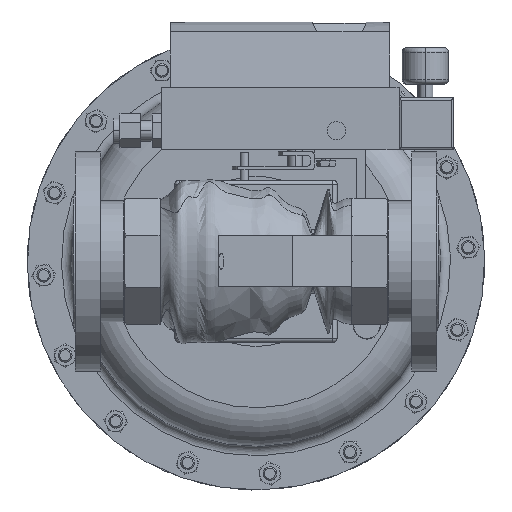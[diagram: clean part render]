
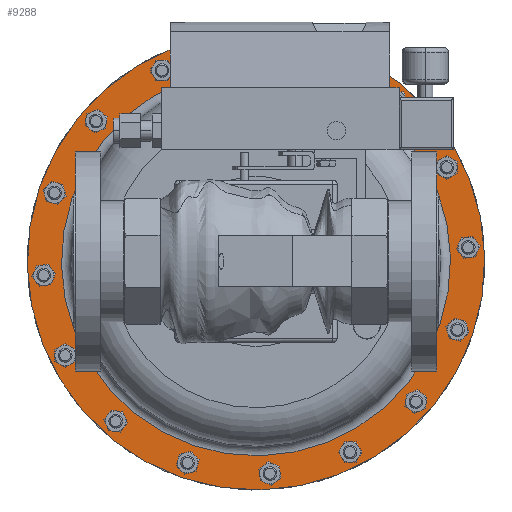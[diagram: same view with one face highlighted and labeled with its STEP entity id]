
A CAD part, front view. The second image highlights one B-rep face of the part: STEP entity #9288.
In plain terms, the highlighted planar face has unit normal (0, -1, 0).
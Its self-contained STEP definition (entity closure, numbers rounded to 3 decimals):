
#110 = EDGE_LOOP ( 'NONE', ( #41766, #32661 ) ) ;
#4840 = VERTEX_POINT ( 'NONE', #46364 ) ;
#4945 = CARTESIAN_POINT ( 'NONE',  ( 5.918, 10.485, -2.009 ) ) ;
#8095 = DIRECTION ( 'NONE',  ( 0., 1., 0. ) ) ;
#8654 = AXIS2_PLACEMENT_3D ( 'NONE', #8836, #37806, #12956 ) ;
#8836 = CARTESIAN_POINT ( 'NONE',  ( 0., 10.485, 0. ) ) ;
#9288 = ADVANCED_FACE ( 'NONE', ( #45044, #10722 ), #14986, .T. ) ;
#10000 = CARTESIAN_POINT ( 'NONE',  ( 5.033, 10.485, -1.708 ) ) ;
#10360 = ORIENTED_EDGE ( 'NONE', *, *, #33656, .T. ) ;
#10722 = FACE_OUTER_BOUND ( 'NONE', #110, .T. ) ;
#11697 = DIRECTION ( 'NONE',  ( 0., 1., 0. ) ) ;
#12841 = ORIENTED_EDGE ( 'NONE', *, *, #47584, .T. ) ;
#12956 = DIRECTION ( 'NONE',  ( 0.947, 0., -0.321 ) ) ;
#13065 = AXIS2_PLACEMENT_3D ( 'NONE', #32869, #8095, #37053 ) ;
#14514 = AXIS2_PLACEMENT_3D ( 'NONE', #39837, #43984, #19184 ) ;
#14986 = PLANE ( 'NONE',  #14514 ) ;
#16749 = DIRECTION ( 'NONE',  ( 0., 1., 0. ) ) ;
#19184 = DIRECTION ( 'NONE',  ( -0.947, 0., 0.321 ) ) ;
#21449 = VERTEX_POINT ( 'NONE', #38953 ) ;
#22307 = EDGE_CURVE ( 'NONE', #23994, #4840, #50233, .T. ) ;
#23373 = AXIS2_PLACEMENT_3D ( 'NONE', #36560, #11697, #40689 ) ;
#23994 = VERTEX_POINT ( 'NONE', #4945 ) ;
#25853 = EDGE_CURVE ( 'NONE', #4840, #23994, #42872, .T. ) ;
#26044 = EDGE_LOOP ( 'NONE', ( #10360, #12841 ) ) ;
#31806 = VERTEX_POINT ( 'NONE', #10000 ) ;
#32576 = CIRCLE ( 'NONE', #23373, 5.315 ) ;
#32661 = ORIENTED_EDGE ( 'NONE', *, *, #25853, .F. ) ;
#32869 = CARTESIAN_POINT ( 'NONE',  ( 0., 10.485, 0. ) ) ;
#33656 = EDGE_CURVE ( 'NONE', #31806, #21449, #32576, .T. ) ;
#35287 = AXIS2_PLACEMENT_3D ( 'NONE', #41588, #16749, #45763 ) ;
#36560 = CARTESIAN_POINT ( 'NONE',  ( 0., 10.485, 0. ) ) ;
#37053 = DIRECTION ( 'NONE',  ( 0.947, 0., -0.321 ) ) ;
#37806 = DIRECTION ( 'NONE',  ( 0., 1., 0. ) ) ;
#38953 = CARTESIAN_POINT ( 'NONE',  ( -5.033, 10.485, 1.708 ) ) ;
#39837 = CARTESIAN_POINT ( 'NONE',  ( -2.009, 10.485, -5.918 ) ) ;
#40689 = DIRECTION ( 'NONE',  ( 0.947, 0., -0.321 ) ) ;
#41588 = CARTESIAN_POINT ( 'NONE',  ( 0., 10.485, 0. ) ) ;
#41766 = ORIENTED_EDGE ( 'NONE', *, *, #22307, .F. ) ;
#42872 = CIRCLE ( 'NONE', #35287, 6.25 ) ;
#43984 = DIRECTION ( 'NONE',  ( 0., -1., 0. ) ) ;
#45044 = FACE_BOUND ( 'NONE', #26044, .T. ) ;
#45763 = DIRECTION ( 'NONE',  ( 0.947, 0., -0.321 ) ) ;
#46364 = CARTESIAN_POINT ( 'NONE',  ( -5.918, 10.485, 2.009 ) ) ;
#47524 = CIRCLE ( 'NONE', #13065, 5.315 ) ;
#47584 = EDGE_CURVE ( 'NONE', #21449, #31806, #47524, .T. ) ;
#50233 = CIRCLE ( 'NONE', #8654, 6.25 ) ;
